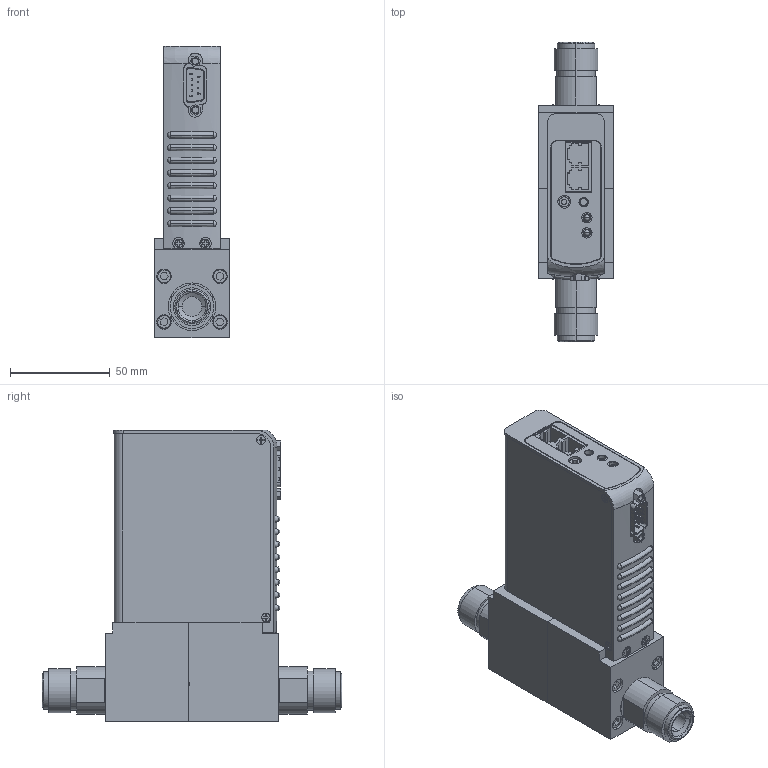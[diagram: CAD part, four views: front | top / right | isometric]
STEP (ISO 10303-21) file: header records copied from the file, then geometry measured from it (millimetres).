
FILE_DESCRIPTION (( 'STEP AP203' ), '1' );
FILE_NAME ('GF101-V2-SX.STEP', '2016-05-11T14:09:40', ( 'mrutkowski' ), ( 'Hewlett-Packard Company' ), 'SwSTEP 2.0', 'SolidWorks 2014', '' );
FILE_SCHEMA (( 'CONFIG_CONTROL_DESIGN' ));
Length unit declared in the file: inch
Products named in the file (1): GF101-V2-SX
Bounding box: 37.59 x 150.42 x 146.05 mm (x, y, z)
Volume: 392813.4 mm3; surface area: 72991.6 mm2
Topology: 14 solids, 17 shells, 932 faces, 2345 edges, 1502 vertices
Faces by surface type: plane 521, cylinder 219, cone 111, bspline 80, torus 1
Entity records: 34557 total; most frequent: CARTESIAN_POINT 12447, ORIENTED_EDGE 4630, DIRECTION 4389, EDGE_CURVE 2315, LINE 1537, VECTOR 1537, VERTEX_POINT 1502, AXIS2_PLACEMENT_3D 1426
